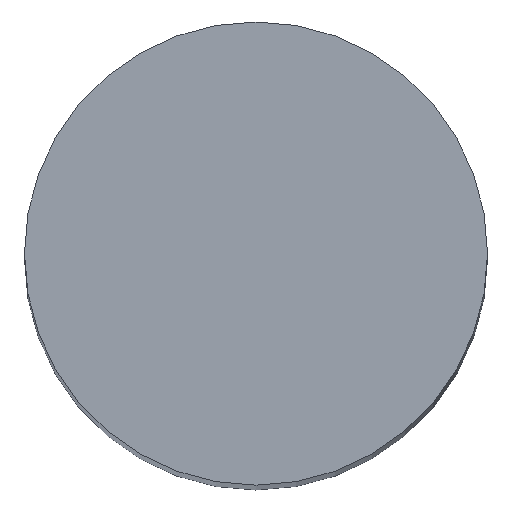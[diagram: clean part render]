
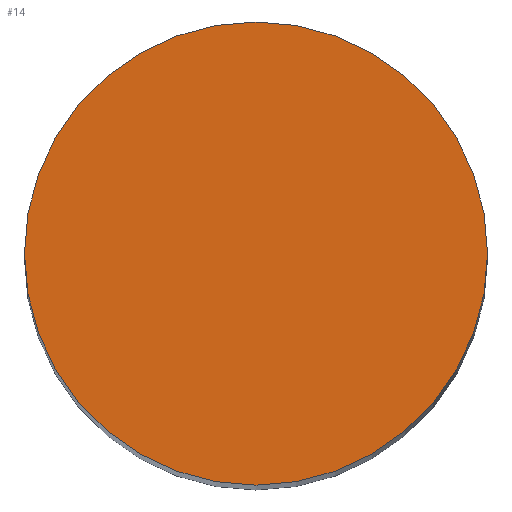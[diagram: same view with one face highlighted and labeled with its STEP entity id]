
A CAD part, top view. The second image highlights one B-rep face of the part: STEP entity #14.
In plain terms, the highlighted planar face has unit normal (0, 0, 1).
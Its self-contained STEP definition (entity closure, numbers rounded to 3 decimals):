
#1 = DIRECTION ( 'NONE',  ( 0., 0., 1. ) ) ;
#8 = AXIS2_PLACEMENT_3D ( 'NONE', #169, #1, #119 ) ;
#13 = DIRECTION ( 'NONE',  ( 1., 0., 0. ) ) ;
#14 = ADVANCED_FACE ( 'NONE', ( #144 ), #78, .T. ) ;
#18 = CARTESIAN_POINT ( 'NONE',  ( -2., 0., 24. ) ) ;
#37 = CARTESIAN_POINT ( 'NONE',  ( 2., 0., 24. ) ) ;
#41 = DIRECTION ( 'NONE',  ( 1., 0., 0. ) ) ;
#62 = DIRECTION ( 'NONE',  ( 0., 0., 1. ) ) ;
#77 = CARTESIAN_POINT ( 'NONE',  ( 0., 0., 24. ) ) ;
#78 = PLANE ( 'NONE',  #103 ) ;
#82 = DIRECTION ( 'NONE',  ( 0., 0., 1. ) ) ;
#83 = CARTESIAN_POINT ( 'NONE',  ( 0., 0., 24. ) ) ;
#87 = EDGE_CURVE ( 'NONE', #145, #147, #140, .T. ) ;
#99 = AXIS2_PLACEMENT_3D ( 'NONE', #77, #62, #41 ) ;
#103 = AXIS2_PLACEMENT_3D ( 'NONE', #83, #82, #13 ) ;
#119 = DIRECTION ( 'NONE',  ( 1., 0., 0. ) ) ;
#133 = CIRCLE ( 'NONE', #8, 2. ) ;
#139 = EDGE_CURVE ( 'NONE', #147, #145, #133, .T. ) ;
#140 = CIRCLE ( 'NONE', #99, 2. ) ;
#144 = FACE_OUTER_BOUND ( 'NONE', #152, .T. ) ;
#145 = VERTEX_POINT ( 'NONE', #18 ) ;
#147 = VERTEX_POINT ( 'NONE', #37 ) ;
#152 = EDGE_LOOP ( 'NONE', ( #158, #154 ) ) ;
#154 = ORIENTED_EDGE ( 'NONE', *, *, #139, .T. ) ;
#158 = ORIENTED_EDGE ( 'NONE', *, *, #87, .T. ) ;
#169 = CARTESIAN_POINT ( 'NONE',  ( 0., 0., 24. ) ) ;
